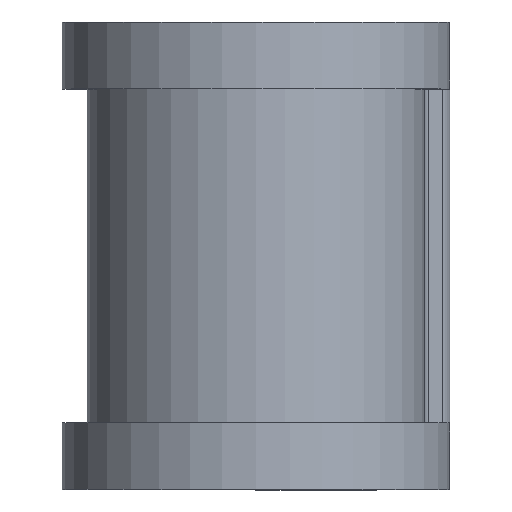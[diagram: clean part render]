
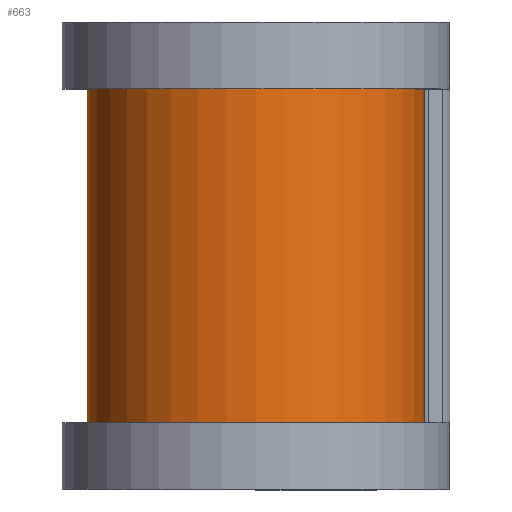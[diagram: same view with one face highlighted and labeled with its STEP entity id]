
A CAD part, top view. The second image highlights one B-rep face of the part: STEP entity #663.
In plain terms, the highlighted cylindrical face has radius 10.274 mm (diameter 20.549 mm), a partial arc.
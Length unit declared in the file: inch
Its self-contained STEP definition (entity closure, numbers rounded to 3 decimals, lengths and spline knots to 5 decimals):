
#48 = EDGE_CURVE ( 'NONE', #648, #807, #1143, .T. ) ;
#87 = VERTEX_POINT ( 'NONE', #421 ) ;
#93 = ORIENTED_EDGE ( 'NONE', *, *, #1144, .F. ) ;
#94 = VECTOR ( 'NONE', #1080, 39.37008 ) ;
#99 = LINE ( 'NONE', #1340, #94 ) ;
#139 = CARTESIAN_POINT ( 'NONE',  ( 0., -0.4, -0.4045 ) ) ;
#221 = EDGE_CURVE ( 'NONE', #87, #807, #1050, .T. ) ;
#257 = DIRECTION ( 'NONE',  ( 0., -1., 0. ) ) ;
#421 = CARTESIAN_POINT ( 'NONE',  ( 0.4045, -0.4, 0. ) ) ;
#444 = CARTESIAN_POINT ( 'NONE',  ( 0., -0.4, 0. ) ) ;
#485 = DIRECTION ( 'NONE',  ( 0., -1., 0. ) ) ;
#502 = CYLINDRICAL_SURFACE ( 'NONE', #1278, 0.4045 ) ;
#515 = FACE_OUTER_BOUND ( 'NONE', #1492, .T. ) ;
#531 = CARTESIAN_POINT ( 'NONE',  ( 0., 0.5, 0. ) ) ;
#549 = CARTESIAN_POINT ( 'NONE',  ( 0.4045, 0.4, 0. ) ) ;
#589 = DIRECTION ( 'NONE',  ( 0., 0., -1. ) ) ;
#648 = VERTEX_POINT ( 'NONE', #1461 ) ;
#663 = ADVANCED_FACE ( 'NONE', ( #515 ), #502, .T. ) ;
#673 = AXIS2_PLACEMENT_3D ( 'NONE', #444, #1420, #589 ) ;
#717 = AXIS2_PLACEMENT_3D ( 'NONE', #811, #1704, #961 ) ;
#793 = ORIENTED_EDGE ( 'NONE', *, *, #1530, .T. ) ;
#807 = VERTEX_POINT ( 'NONE', #139 ) ;
#811 = CARTESIAN_POINT ( 'NONE',  ( 0., 0.4, 0. ) ) ;
#851 = CIRCLE ( 'NONE', #717, 0.4045 ) ;
#961 = DIRECTION ( 'NONE',  ( 0., 0., -1. ) ) ;
#1050 = CIRCLE ( 'NONE', #673, 0.4045 ) ;
#1080 = DIRECTION ( 'NONE',  ( 0., -1., 0. ) ) ;
#1142 = VECTOR ( 'NONE', #257, 39.37008 ) ;
#1143 = LINE ( 'NONE', #1392, #1142 ) ;
#1144 = EDGE_CURVE ( 'NONE', #1458, #87, #99, .T. ) ;
#1224 = DIRECTION ( 'NONE',  ( 0., 0., -1. ) ) ;
#1278 = AXIS2_PLACEMENT_3D ( 'NONE', #531, #485, #1224 ) ;
#1340 = CARTESIAN_POINT ( 'NONE',  ( 0.4045, 0.5, 0. ) ) ;
#1381 = ORIENTED_EDGE ( 'NONE', *, *, #48, .T. ) ;
#1392 = CARTESIAN_POINT ( 'NONE',  ( 0., 0.5, -0.4045 ) ) ;
#1420 = DIRECTION ( 'NONE',  ( 0., -1., 0. ) ) ;
#1458 = VERTEX_POINT ( 'NONE', #549 ) ;
#1461 = CARTESIAN_POINT ( 'NONE',  ( 0., 0.4, -0.4045 ) ) ;
#1492 = EDGE_LOOP ( 'NONE', ( #93, #793, #1381, #1679 ) ) ;
#1530 = EDGE_CURVE ( 'NONE', #1458, #648, #851, .T. ) ;
#1679 = ORIENTED_EDGE ( 'NONE', *, *, #221, .F. ) ;
#1704 = DIRECTION ( 'NONE',  ( 0., -1., 0. ) ) ;
